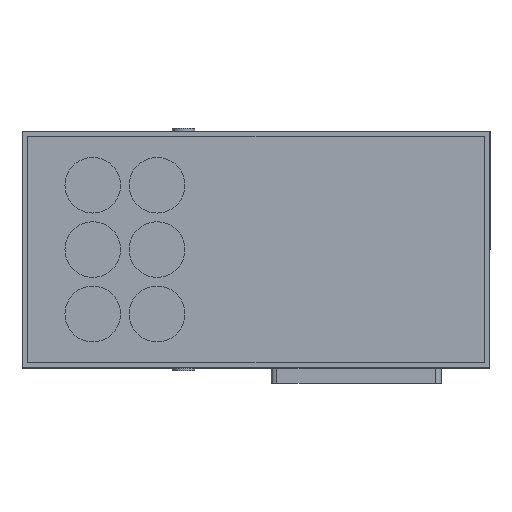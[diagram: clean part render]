
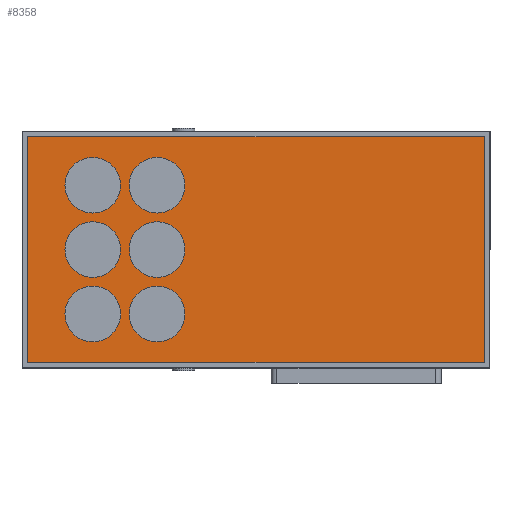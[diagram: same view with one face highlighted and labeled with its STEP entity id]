
A CAD part, top view. The second image highlights one B-rep face of the part: STEP entity #8358.
In plain terms, the highlighted face is planar.
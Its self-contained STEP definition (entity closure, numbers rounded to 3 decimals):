
#3701=CIRCLE('',#7926,10.);
#3702=CIRCLE('',#7927,10.);
#3703=CIRCLE('',#7928,10.);
#3704=CIRCLE('',#7929,10.);
#3705=CIRCLE('',#7930,10.);
#3706=CIRCLE('',#7931,10.);
#3943=ORIENTED_EDGE('',*,*,#5162,.T.);
#3944=ORIENTED_EDGE('',*,*,#5163,.T.);
#3945=ORIENTED_EDGE('',*,*,#5164,.T.);
#3946=ORIENTED_EDGE('',*,*,#5161,.T.);
#3947=ORIENTED_EDGE('',*,*,#5165,.T.);
#3948=ORIENTED_EDGE('',*,*,#5166,.T.);
#3949=ORIENTED_EDGE('',*,*,#5167,.T.);
#3950=ORIENTED_EDGE('',*,*,#5168,.T.);
#3951=ORIENTED_EDGE('',*,*,#5169,.T.);
#3952=ORIENTED_EDGE('',*,*,#5170,.T.);
#4569=VECTOR('',#6279,1.);
#4570=VECTOR('',#6282,1.);
#4571=VECTOR('',#6283,1.);
#4572=VECTOR('',#6284,1.);
#4721=LINE('',#7178,#4569);
#4722=LINE('',#7181,#4570);
#4723=LINE('',#7183,#4571);
#4724=LINE('',#7184,#4572);
#4881=VERTEX_POINT('',#7174);
#4882=VERTEX_POINT('',#7176);
#4883=VERTEX_POINT('',#7180);
#4884=VERTEX_POINT('',#7182);
#4885=VERTEX_POINT('',#7185);
#4886=VERTEX_POINT('',#7187);
#4887=VERTEX_POINT('',#7189);
#4888=VERTEX_POINT('',#7191);
#4889=VERTEX_POINT('',#7193);
#4890=VERTEX_POINT('',#7195);
#5161=EDGE_CURVE('',#4881,#4882,#4721,.T.);
#5162=EDGE_CURVE('',#4882,#4883,#4722,.T.);
#5163=EDGE_CURVE('',#4883,#4884,#4723,.T.);
#5164=EDGE_CURVE('',#4884,#4881,#4724,.T.);
#5165=EDGE_CURVE('',#4885,#4885,#3701,.T.);
#5166=EDGE_CURVE('',#4886,#4886,#3702,.T.);
#5167=EDGE_CURVE('',#4887,#4887,#3703,.T.);
#5168=EDGE_CURVE('',#4888,#4888,#3704,.T.);
#5169=EDGE_CURVE('',#4889,#4889,#3705,.T.);
#5170=EDGE_CURVE('',#4890,#4890,#3706,.T.);
#5497=EDGE_LOOP('',(#3943,#3944,#3945,#3946));
#5498=EDGE_LOOP('',(#3947));
#5499=EDGE_LOOP('',(#3948));
#5500=EDGE_LOOP('',(#3949));
#5501=EDGE_LOOP('',(#3950));
#5502=EDGE_LOOP('',(#3951));
#5503=EDGE_LOOP('',(#3952));
#5857=FACE_BOUND('',#5497,.T.);
#5858=FACE_BOUND('',#5498,.T.);
#5859=FACE_BOUND('',#5499,.T.);
#5860=FACE_BOUND('',#5500,.T.);
#5861=FACE_BOUND('',#5501,.T.);
#5862=FACE_BOUND('',#5502,.T.);
#5863=FACE_BOUND('',#5503,.T.);
#6279=DIRECTION('',(0.,81.,0.));
#6280=DIRECTION('',(0.,0.,-1.));
#6281=DIRECTION('',(0.,1.,0.));
#6282=DIRECTION('',(164.,0.,0.));
#6283=DIRECTION('',(0.,-81.,0.));
#6284=DIRECTION('',(-164.,0.,0.));
#6285=DIRECTION('',(0.,0.,1.));
#6286=DIRECTION('',(-10.,0.,0.));
#6287=DIRECTION('',(0.,0.,1.));
#6288=DIRECTION('',(-10.,0.,0.));
#6289=DIRECTION('',(0.,0.,1.));
#6290=DIRECTION('',(-10.,0.,0.));
#6291=DIRECTION('',(0.,0.,1.));
#6292=DIRECTION('',(-10.,0.,0.));
#6293=DIRECTION('',(0.,0.,1.));
#6294=DIRECTION('',(-10.,0.,0.));
#6295=DIRECTION('',(0.,0.,1.));
#6296=DIRECTION('',(-10.,0.,0.));
#7174=CARTESIAN_POINT('',(-166.,-83.,-31.));
#7176=CARTESIAN_POINT('',(-166.,-2.,-31.));
#7178=CARTESIAN_POINT('',(-166.,-83.,-31.));
#7179=CARTESIAN_POINT('',(-166.,-2.,-31.));
#7180=CARTESIAN_POINT('',(-2.,-2.,-31.));
#7181=CARTESIAN_POINT('',(-166.,-2.,-31.));
#7182=CARTESIAN_POINT('',(-2.,-83.,-31.));
#7183=CARTESIAN_POINT('',(-2.,-2.,-31.));
#7184=CARTESIAN_POINT('',(-2.,-83.,-31.));
#7185=CARTESIAN_POINT('',(-152.6,-19.4,-31.));
#7186=CARTESIAN_POINT('',(-142.6,-19.4,-31.));
#7187=CARTESIAN_POINT('',(-152.6,-42.5,-31.));
#7188=CARTESIAN_POINT('',(-142.6,-42.5,-31.));
#7189=CARTESIAN_POINT('',(-152.6,-65.6,-31.));
#7190=CARTESIAN_POINT('',(-142.6,-65.6,-31.));
#7191=CARTESIAN_POINT('',(-129.5,-19.4,-31.));
#7192=CARTESIAN_POINT('',(-119.5,-19.4,-31.));
#7193=CARTESIAN_POINT('',(-129.5,-42.5,-31.));
#7194=CARTESIAN_POINT('',(-119.5,-42.5,-31.));
#7195=CARTESIAN_POINT('',(-129.5,-65.6,-31.));
#7196=CARTESIAN_POINT('',(-119.5,-65.6,-31.));
#7925=AXIS2_PLACEMENT_3D('',#7179,#6280,#6281);
#7926=AXIS2_PLACEMENT_3D('',#7186,#6285,#6286);
#7927=AXIS2_PLACEMENT_3D('',#7188,#6287,#6288);
#7928=AXIS2_PLACEMENT_3D('',#7190,#6289,#6290);
#7929=AXIS2_PLACEMENT_3D('',#7192,#6291,#6292);
#7930=AXIS2_PLACEMENT_3D('',#7194,#6293,#6294);
#7931=AXIS2_PLACEMENT_3D('',#7196,#6295,#6296);
#8274=PLANE('',#7925);
#8358=ADVANCED_FACE('',(#5857,#5858,#5859,#5860,#5861,#5862,#5863),#8274,
 .T.);
